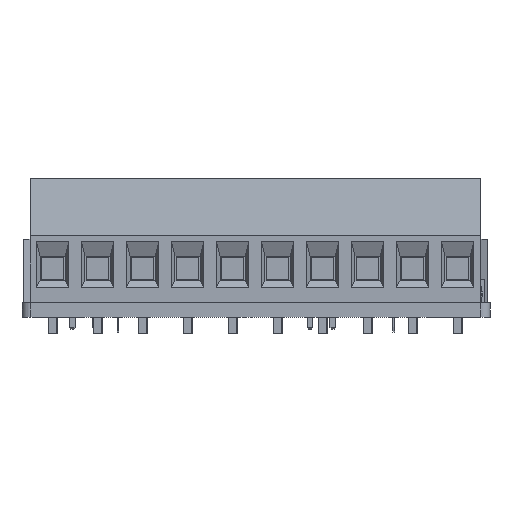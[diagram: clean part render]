
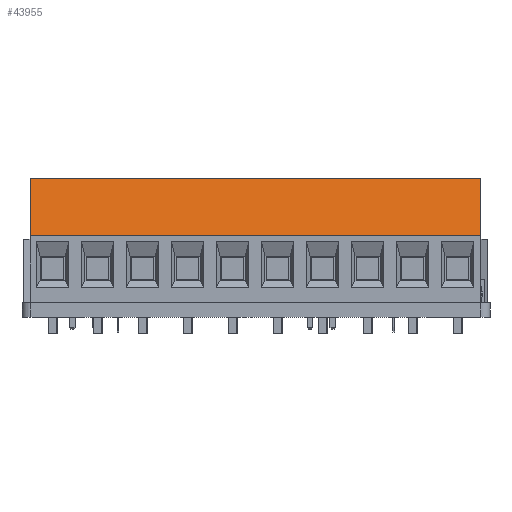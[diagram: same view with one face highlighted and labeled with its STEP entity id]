
A CAD part, front view. The second image highlights one B-rep face of the part: STEP entity #43955.
In plain terms, the highlighted planar face has unit normal (0, -0.974, 0.228).
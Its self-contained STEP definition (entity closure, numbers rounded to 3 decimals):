
#43863 = EDGE_CURVE('',#43864,#43866,#43868,.T.);
#43864 = VERTEX_POINT('',#43865);
#43865 = CARTESIAN_POINT('',(-2.5,-2.6,13.8));
#43866 = VERTEX_POINT('',#43867);
#43867 = CARTESIAN_POINT('',(-2.5,-4.1,7.4));
#43868 = LINE('',#43869,#43870);
#43869 = CARTESIAN_POINT('',(-2.5,-2.6,13.8));
#43870 = VECTOR('',#43871,1.);
#43871 = DIRECTION('',(0.,-0.228,-0.974));
#43955 = ADVANCED_FACE('',(#43956),#43981,.F.);
#43956 = FACE_BOUND('',#43957,.F.);
#43957 = EDGE_LOOP('',(#43958,#43966,#43974,#43980));
#43958 = ORIENTED_EDGE('',*,*,#43959,.T.);
#43959 = EDGE_CURVE('',#43864,#43960,#43962,.T.);
#43960 = VERTEX_POINT('',#43961);
#43961 = CARTESIAN_POINT('',(47.5,-2.6,13.8));
#43962 = LINE('',#43963,#43964);
#43963 = CARTESIAN_POINT('',(-2.5,-2.6,13.8));
#43964 = VECTOR('',#43965,1.);
#43965 = DIRECTION('',(1.,0.,0.));
#43966 = ORIENTED_EDGE('',*,*,#43967,.T.);
#43967 = EDGE_CURVE('',#43960,#43968,#43970,.T.);
#43968 = VERTEX_POINT('',#43969);
#43969 = CARTESIAN_POINT('',(47.5,-4.1,7.4));
#43970 = LINE('',#43971,#43972);
#43971 = CARTESIAN_POINT('',(47.5,-2.6,13.8));
#43972 = VECTOR('',#43973,1.);
#43973 = DIRECTION('',(0.,-0.228,-0.974));
#43974 = ORIENTED_EDGE('',*,*,#43975,.F.);
#43975 = EDGE_CURVE('',#43866,#43968,#43976,.T.);
#43976 = LINE('',#43977,#43978);
#43977 = CARTESIAN_POINT('',(-2.5,-4.1,7.4));
#43978 = VECTOR('',#43979,1.);
#43979 = DIRECTION('',(1.,0.,0.));
#43980 = ORIENTED_EDGE('',*,*,#43863,.F.);
#43981 = PLANE('',#43982);
#43982 = AXIS2_PLACEMENT_3D('',#43983,#43984,#43985);
#43983 = CARTESIAN_POINT('',(-2.5,-2.6,13.8));
#43984 = DIRECTION('',(0.,0.974,-0.228));
#43985 = DIRECTION('',(0.,-0.228,-0.974));
